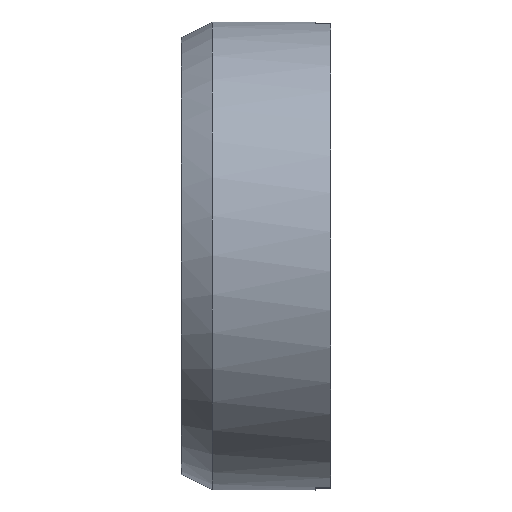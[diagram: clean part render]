
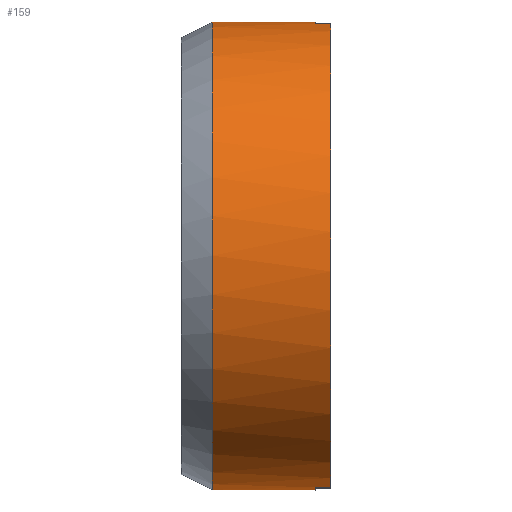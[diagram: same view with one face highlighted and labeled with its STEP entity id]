
A CAD part, top view. The second image highlights one B-rep face of the part: STEP entity #159.
In plain terms, the highlighted cylindrical face has radius 7.5 mm (diameter 15 mm), a full revolution.
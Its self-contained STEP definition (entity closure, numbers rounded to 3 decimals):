
#122=CYLINDRICAL_SURFACE('',#327,7.5);
#131=LINE('',#436,#147);
#132=LINE('',#440,#148);
#133=LINE('',#441,#149);
#134=LINE('',#445,#150);
#147=VECTOR('',#371,1.);
#148=VECTOR('',#374,1.);
#149=VECTOR('',#375,1.);
#150=VECTOR('',#378,1.);
#159=ADVANCED_FACE('',(#180,#181),#122,.T.);
#180=FACE_BOUND('',#190,.T.);
#181=FACE_BOUND('',#191,.T.);
#190=EDGE_LOOP('',(#219));
#191=EDGE_LOOP('',(#220,#221,#222,#223,#224,#225,#226,#227));
#219=ORIENTED_EDGE('',*,*,#289,.T.);
#220=ORIENTED_EDGE('',*,*,#290,.T.);
#221=ORIENTED_EDGE('',*,*,#291,.T.);
#222=ORIENTED_EDGE('',*,*,#292,.T.);
#223=ORIENTED_EDGE('',*,*,#288,.F.);
#224=ORIENTED_EDGE('',*,*,#293,.T.);
#225=ORIENTED_EDGE('',*,*,#294,.T.);
#226=ORIENTED_EDGE('',*,*,#295,.T.);
#227=ORIENTED_EDGE('',*,*,#284,.F.);
#264=VERTEX_POINT('',#423);
#265=VERTEX_POINT('',#425);
#266=VERTEX_POINT('',#429);
#267=VERTEX_POINT('',#431);
#268=VERTEX_POINT('',#435);
#269=VERTEX_POINT('',#437);
#270=VERTEX_POINT('',#439);
#271=VERTEX_POINT('',#442);
#272=VERTEX_POINT('',#444);
#284=EDGE_CURVE('',#264,#265,#306,.T.);
#288=EDGE_CURVE('',#267,#266,#307,.T.);
#289=EDGE_CURVE('',#268,#268,#308,.T.);
#290=EDGE_CURVE('',#264,#269,#131,.T.);
#291=EDGE_CURVE('',#269,#270,#309,.T.);
#292=EDGE_CURVE('',#270,#266,#132,.T.);
#293=EDGE_CURVE('',#267,#271,#133,.T.);
#294=EDGE_CURVE('',#271,#272,#310,.T.);
#295=EDGE_CURVE('',#272,#265,#134,.T.);
#306=CIRCLE('',#320,7.5);
#307=CIRCLE('',#322,7.5);
#308=CIRCLE('',#324,7.5);
#309=CIRCLE('',#325,7.5);
#310=CIRCLE('',#326,7.5);
#320=AXIS2_PLACEMENT_3D('',#424,#358,#359);
#322=AXIS2_PLACEMENT_3D('',#432,#365,#366);
#324=AXIS2_PLACEMENT_3D('',#434,#369,#370);
#325=AXIS2_PLACEMENT_3D('',#438,#372,#373);
#326=AXIS2_PLACEMENT_3D('',#443,#376,#377);
#327=AXIS2_PLACEMENT_3D('',#446,#379,#380);
#358=DIRECTION('',(1.,0.,0.));
#359=DIRECTION('',(0.,1.,0.));
#365=DIRECTION('',(1.,0.,0.));
#366=DIRECTION('',(0.,1.,0.));
#369=DIRECTION('',(1.,0.,0.));
#370=DIRECTION('',(0.,0.,1.));
#371=DIRECTION('',(-1.,0.,0.));
#372=DIRECTION('',(-1.,0.,0.));
#373=DIRECTION('',(0.,1.,0.));
#374=DIRECTION('',(1.,0.,0.));
#375=DIRECTION('',(-1.,0.,0.));
#376=DIRECTION('',(-1.,0.,0.));
#377=DIRECTION('',(0.,1.,0.));
#378=DIRECTION('',(1.,0.,0.));
#379=DIRECTION('',(1.,0.,0.));
#380=DIRECTION('',(0.,-1.,0.017));
#423=CARTESIAN_POINT('',(-5.113,7.266,6.01));
#424=CARTESIAN_POINT('',(-5.113,-0.183,5.135));
#425=CARTESIAN_POINT('',(-5.113,-7.598,6.26));
#429=CARTESIAN_POINT('',(-5.113,7.232,4.011));
#431=CARTESIAN_POINT('',(-5.113,-7.632,4.261));
#432=CARTESIAN_POINT('',(-5.113,-0.183,5.135));
#434=CARTESIAN_POINT('',(-8.913,-0.183,5.135));
#435=CARTESIAN_POINT('',(-8.913,-0.183,12.635));
#436=CARTESIAN_POINT('',(-5.363,7.266,6.01));
#437=CARTESIAN_POINT('',(-5.613,7.266,6.01));
#438=CARTESIAN_POINT('',(-5.613,-0.183,5.135));
#439=CARTESIAN_POINT('',(-5.613,7.232,4.011));
#440=CARTESIAN_POINT('',(-5.363,7.232,4.011));
#441=CARTESIAN_POINT('',(-5.363,-7.632,4.261));
#442=CARTESIAN_POINT('',(-5.613,-7.632,4.261));
#443=CARTESIAN_POINT('',(-5.613,-0.183,5.135));
#444=CARTESIAN_POINT('',(-5.613,-7.598,6.26));
#445=CARTESIAN_POINT('',(-5.363,-7.598,6.26));
#446=CARTESIAN_POINT('',(-7.113,-0.183,5.135));
